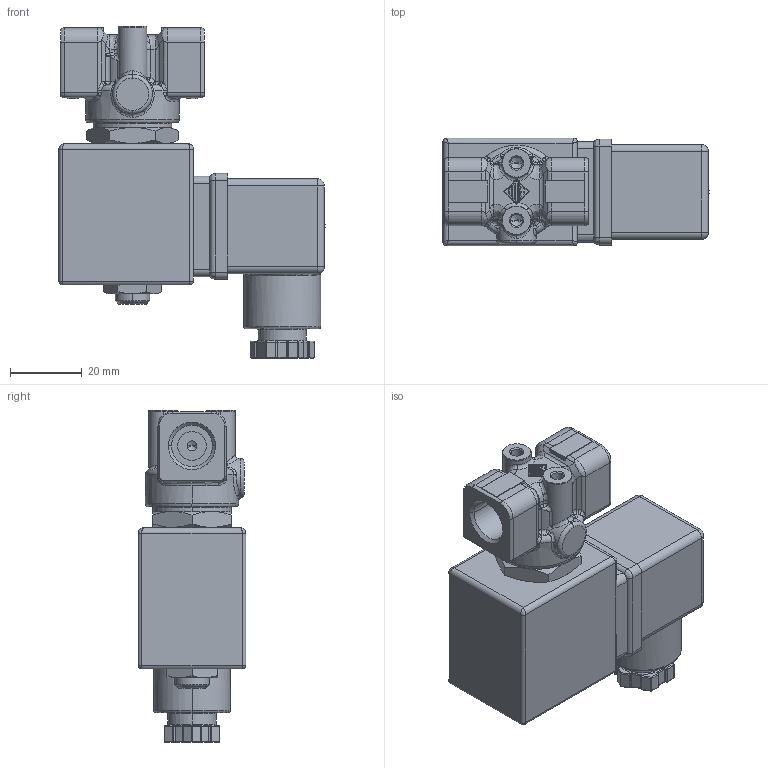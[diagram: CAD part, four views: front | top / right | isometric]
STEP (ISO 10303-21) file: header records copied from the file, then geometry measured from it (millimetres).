
FILE_DESCRIPTION((''),'2;1');
FILE_NAME('21A2KV55__BXXX_990305_ING_ASM','2018-09-26T09:26:43',('mmuletta'),('O.D.E.'),'CREO PARAMETRIC BY PTC INC, 2017110','CREO PARAMETRIC BY PTC INC, 2017110','');
FILE_SCHEMA(('CONFIG_CONTROL_DESIGN','SHAPE_APPEARANCE_LAYERS_GROUPS'));
Length unit declared in the file: millimetre
Products named in the file (16): 451197_F_ING_AF0; 4500A2_ING_ASM; 450130_ING; 450649_ING_AF0; 450650_ING_ASM; 450606_ING_ASM; BOBINA_SERIE_BD; BOBINA_SERIE_BD_ING_ASM; 452571_ING_AF1; 450146; 990305_PART1; 990305_PART2; 990305_PART3; 990305_VITE; 990305_ASM; 21A2KV55__BXXX_990305_ING_ASM
Assembly tree (15 placements, depth 4):
  21A2KV55__BXXX_990305_ING_ASM
    4500A2_ING_ASM
      451197_F_ING_AF0
    450606_ING_ASM
      450130_ING
      450650_ING_ASM
        450649_ING_AF0
    BOBINA_SERIE_BD_ING_ASM
      BOBINA_SERIE_BD
    452571_ING_AF1
    450146
    990305_ASM
      990305_PART1
      990305_PART2
      990305_PART3
      990305_VITE
Bounding box: 74.17 x 30 x 92.55 mm (x, y, z)
Volume: 95235.8 mm3; surface area: 32127.4 mm2
Topology: 10 solids, 21 shells, 870 faces, 1993 edges, 1179 vertices
Faces by surface type: plane 300, cylinder 279, bspline 81, cone 73, sphere 68, torus 65, extrusion 4
Entity records: 36572 total; most frequent: CARTESIAN_POINT 9908, DIRECTION 4256, ORIENTED_EDGE 3920, PRESENTATION_STYLE_ASSIGNMENT 1987, EDGE_CURVE 1983, STYLED_ITEM 1895, CURVE_STYLE 1879, AXIS2_PLACEMENT_3D 1658
